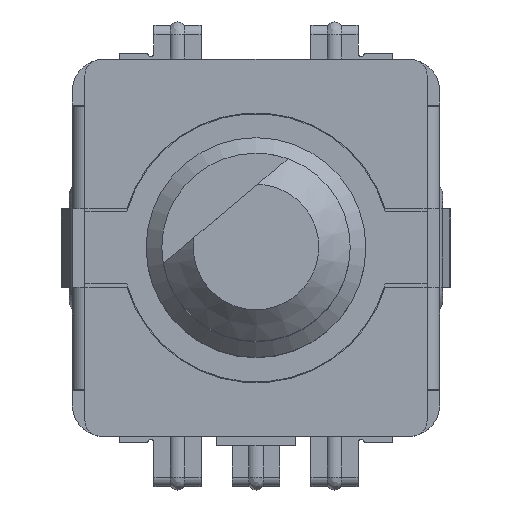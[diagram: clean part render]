
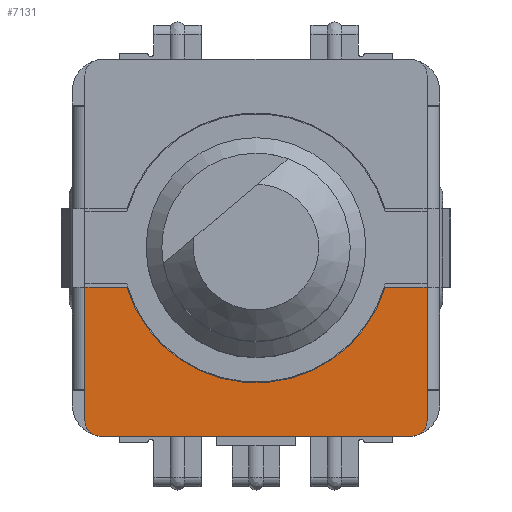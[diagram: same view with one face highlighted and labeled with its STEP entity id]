
A CAD part, top view. The second image highlights one B-rep face of the part: STEP entity #7131.
In plain terms, the highlighted planar face has unit normal (0, 0, 1).
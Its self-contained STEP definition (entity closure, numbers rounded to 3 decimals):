
#219=PLANE('',#7661);
#518=FACE_OUTER_BOUND('',#944,.T.);
#944=EDGE_LOOP('',(#5434,#5435,#5436,#5437,#5438,#5439,#5440,#5441,#5442,
#5443,#5444,#5445));
#1493=LINE('',#10912,#2278);
#1496=LINE('',#10920,#2281);
#1499=LINE('',#10927,#2284);
#1502=LINE('',#10935,#2287);
#1505=LINE('',#10943,#2290);
#1531=LINE('',#11005,#2316);
#1532=LINE('',#11006,#2317);
#2278=VECTOR('',#8703,1.);
#2281=VECTOR('',#8712,1.);
#2284=VECTOR('',#8721,1.);
#2287=VECTOR('',#8730,1.);
#2290=VECTOR('',#8739,1.);
#2316=VECTOR('',#8811,1.);
#2317=VECTOR('',#8812,1.);
#2861=CIRCLE('',#7625,0.401);
#2862=CIRCLE('',#7628,0.5);
#2863=CIRCLE('',#7631,0.5);
#2864=CIRCLE('',#7634,0.401);
#2865=CIRCLE('',#7637,4.3);
#3222=VERTEX_POINT('',#10765);
#3223=VERTEX_POINT('',#10767);
#3225=VERTEX_POINT('',#10773);
#3228=VERTEX_POINT('',#10778);
#3274=VERTEX_POINT('',#10910);
#3275=VERTEX_POINT('',#10914);
#3276=VERTEX_POINT('',#10918);
#3277=VERTEX_POINT('',#10922);
#3278=VERTEX_POINT('',#10931);
#3279=VERTEX_POINT('',#10933);
#3280=VERTEX_POINT('',#10937);
#3281=VERTEX_POINT('',#10941);
#4024=EDGE_CURVE('',#3225,#3228,#2861,.T.);
#4026=EDGE_CURVE('',#3225,#3274,#1493,.T.);
#4028=EDGE_CURVE('',#3274,#3275,#2862,.T.);
#4030=EDGE_CURVE('',#3275,#3276,#1496,.T.);
#4032=EDGE_CURVE('',#3276,#3277,#2863,.T.);
#4034=EDGE_CURVE('',#3277,#3222,#1499,.T.);
#4035=EDGE_CURVE('',#3223,#3222,#2864,.T.);
#4038=EDGE_CURVE('',#3278,#3279,#1502,.F.);
#4039=EDGE_CURVE('',#3279,#3280,#2865,.F.);
#4042=EDGE_CURVE('',#3280,#3281,#1505,.F.);
#4074=EDGE_CURVE('',#3281,#3228,#1531,.T.);
#4075=EDGE_CURVE('',#3223,#3278,#1532,.T.);
#5434=ORIENTED_EDGE('',*,*,#4042,.T.);
#5435=ORIENTED_EDGE('',*,*,#4074,.T.);
#5436=ORIENTED_EDGE('',*,*,#4024,.F.);
#5437=ORIENTED_EDGE('',*,*,#4026,.T.);
#5438=ORIENTED_EDGE('',*,*,#4028,.T.);
#5439=ORIENTED_EDGE('',*,*,#4030,.T.);
#5440=ORIENTED_EDGE('',*,*,#4032,.T.);
#5441=ORIENTED_EDGE('',*,*,#4034,.T.);
#5442=ORIENTED_EDGE('',*,*,#4035,.F.);
#5443=ORIENTED_EDGE('',*,*,#4075,.T.);
#5444=ORIENTED_EDGE('',*,*,#4038,.T.);
#5445=ORIENTED_EDGE('',*,*,#4039,.T.);
#7131=ADVANCED_FACE('',(#518),#219,.T.);
#7625=AXIS2_PLACEMENT_3D('',#10908,#8698,#8699);
#7628=AXIS2_PLACEMENT_3D('',#10916,#8707,#8708);
#7631=AXIS2_PLACEMENT_3D('',#10924,#8716,#8717);
#7634=AXIS2_PLACEMENT_3D('',#10929,#8724,#8725);
#7637=AXIS2_PLACEMENT_3D('',#10938,#8733,#8734);
#7661=AXIS2_PLACEMENT_3D('',#11004,#8809,#8810);
#8698=DIRECTION('center_axis',(0.,1.,0.));
#8699=DIRECTION('ref_axis',(-1.,0.,0.));
#8703=DIRECTION('',(0.,-1.,0.));
#8707=DIRECTION('center_axis',(0.,0.,1.));
#8708=DIRECTION('ref_axis',(-1.,0.,0.));
#8712=DIRECTION('',(1.,0.,0.));
#8716=DIRECTION('center_axis',(0.,0.,1.));
#8717=DIRECTION('ref_axis',(0.,-1.,0.));
#8721=DIRECTION('',(0.,1.,0.));
#8724=DIRECTION('center_axis',(0.,1.,0.));
#8725=DIRECTION('ref_axis',(0.,0.,1.));
#8730=DIRECTION('',(1.,0.,0.));
#8733=DIRECTION('center_axis',(0.,0.,1.));
#8734=DIRECTION('ref_axis',(-0.957,-0.291,0.));
#8739=DIRECTION('',(1.,0.,0.));
#8809=DIRECTION('center_axis',(0.,0.,1.));
#8810=DIRECTION('ref_axis',(1.,0.,0.));
#8811=DIRECTION('',(0.,-1.,0.));
#8812=DIRECTION('',(0.,1.,0.));
#10765=CARTESIAN_POINT('',(5.45,-4.5,1.7));
#10767=CARTESIAN_POINT('',(5.449,-4.5,1.7));
#10773=CARTESIAN_POINT('',(-5.45,-4.5,1.7));
#10778=CARTESIAN_POINT('',(-5.449,-4.5,1.7));
#10908=CARTESIAN_POINT('Origin',(-5.449,-4.5,1.299));
#10910=CARTESIAN_POINT('',(-5.45,-5.5,1.7));
#10912=CARTESIAN_POINT('',(-5.45,-4.5,1.7));
#10914=CARTESIAN_POINT('',(-4.95,-6.,1.7));
#10916=CARTESIAN_POINT('Origin',(-4.95,-5.5,1.7));
#10918=CARTESIAN_POINT('',(4.95,-6.,1.7));
#10920=CARTESIAN_POINT('',(-4.95,-6.,1.7));
#10922=CARTESIAN_POINT('',(5.45,-5.5,1.7));
#10924=CARTESIAN_POINT('Origin',(4.95,-5.5,1.7));
#10927=CARTESIAN_POINT('',(5.45,-5.5,1.7));
#10929=CARTESIAN_POINT('Origin',(5.449,-4.5,1.299));
#10931=CARTESIAN_POINT('',(5.449,-1.25,1.7));
#10933=CARTESIAN_POINT('',(4.114,-1.25,1.7));
#10935=CARTESIAN_POINT('',(4.114,-1.25,1.7));
#10937=CARTESIAN_POINT('',(-4.114,-1.25,1.7));
#10938=CARTESIAN_POINT('Origin',(0.,0.,
1.7));
#10941=CARTESIAN_POINT('',(-5.449,-1.25,1.7));
#10943=CARTESIAN_POINT('',(-5.449,-1.25,1.7));
#11004=CARTESIAN_POINT('Origin',(0.,0.,1.7));
#11005=CARTESIAN_POINT('',(-5.449,-1.25,1.7));
#11006=CARTESIAN_POINT('',(5.449,-4.5,1.7));
